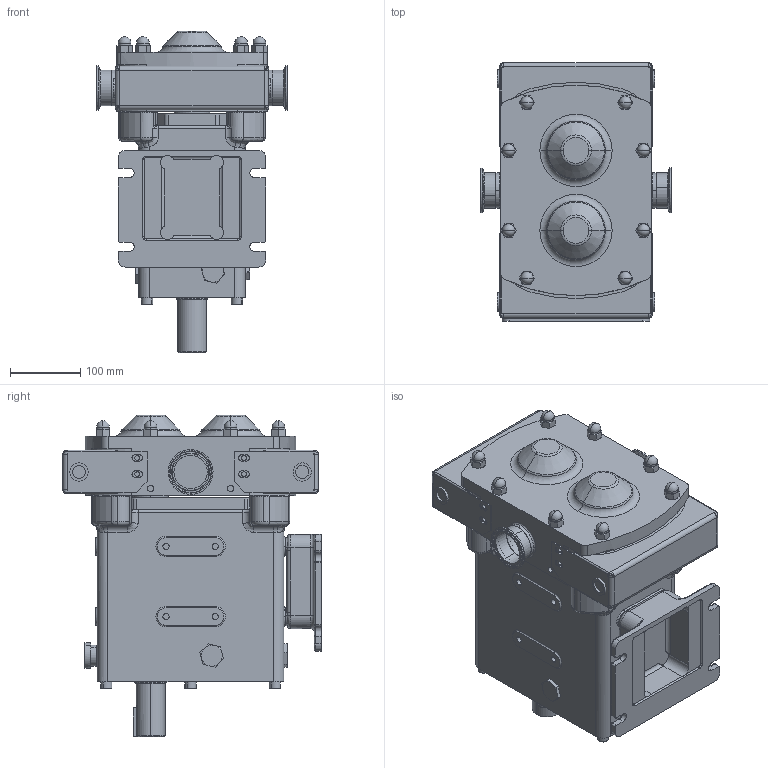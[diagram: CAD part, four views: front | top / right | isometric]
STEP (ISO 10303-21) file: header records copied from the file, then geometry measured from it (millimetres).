
FILE_DESCRIPTION (( 'STEP AP214' ), '1' );
FILE_NAME ('GA4170.STEP', '2024-11-06T21:24:31', ( '' ), ( '' ), 'SwSTEP 2.0', 'SolidWorks 2023', '' );
FILE_SCHEMA (( 'AUTOMOTIVE_DESIGN' ));
Length unit declared in the file: millimetre
Products named in the file (4): Copy of Size 4 Bolt on Jacket RC^GA4170; GA4170; Copy of RA94-5121-33M^GA4170; Copy of R0450 CPP H TSD^GA4170
Assembly tree (5 placements, depth 2):
  GA4170
    Copy of R0450 CPP H TSD^GA4170
    Copy of RA94-5121-33M^GA4170  x2
    Copy of Size 4 Bolt on Jacket RC^GA4170  x2
Bounding box: 272 x 368 x 457.7 mm (x, y, z)
Volume: 16828231.8 mm3; surface area: 929217.6 mm2
Topology: 11 solids, 11 shells, 1242 faces, 2965 edges, 1759 vertices
Faces by surface type: plane 435, cylinder 414, cone 179, torus 116, bspline 74, sphere 24
Entity records: 34490 total; most frequent: CARTESIAN_POINT 10050, DIRECTION 5270, ORIENTED_EDGE 4990, EDGE_CURVE 2495, AXIS2_PLACEMENT_3D 2107, VERTEX_POINT 1503, EDGE_LOOP 1158, CIRCLE 1100
